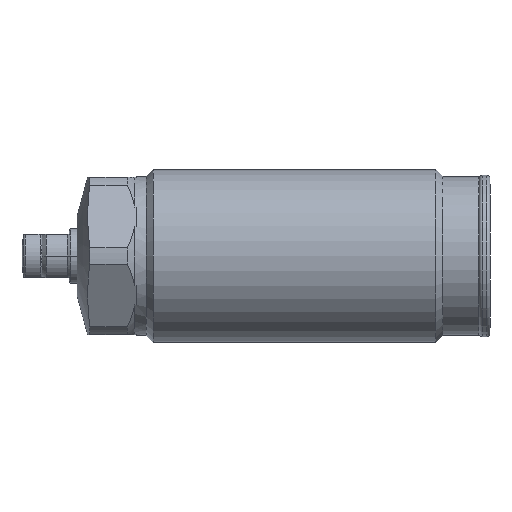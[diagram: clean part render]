
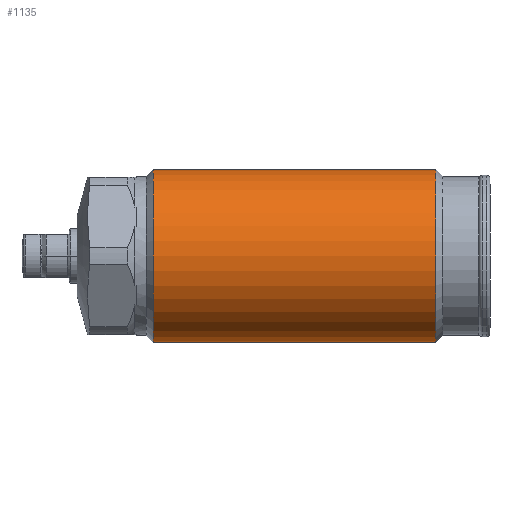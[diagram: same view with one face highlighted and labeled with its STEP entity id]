
A CAD part, left-side view. The second image highlights one B-rep face of the part: STEP entity #1135.
In plain terms, the highlighted cylindrical face has radius 11 mm (diameter 22 mm), a partial arc.
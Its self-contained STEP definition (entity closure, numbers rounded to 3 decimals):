
#838=CYLINDRICAL_SURFACE('',#3032,11.);
#887=LINE('',#4279,#987);
#888=LINE('',#4283,#988);
#987=VECTOR('',#3444,1.);
#988=VECTOR('',#3447,1.);
#1135=ADVANCED_FACE('',(#1294),#838,.T.);
#1294=FACE_OUTER_BOUND('',#1435,.T.);
#1435=EDGE_LOOP('',(#1867,#1868,#1869,#1870));
#1867=ORIENTED_EDGE('',*,*,#2446,.T.);
#1868=ORIENTED_EDGE('',*,*,#2550,.T.);
#1869=ORIENTED_EDGE('',*,*,#2448,.F.);
#1870=ORIENTED_EDGE('',*,*,#2549,.F.);
#2208=VERTEX_POINT('',#4274);
#2209=VERTEX_POINT('',#4276);
#2210=VERTEX_POINT('',#4280);
#2211=VERTEX_POINT('',#4282);
#2446=EDGE_CURVE('',#2210,#2208,#887,.T.);
#2448=EDGE_CURVE('',#2211,#2209,#888,.T.);
#2549=EDGE_CURVE('',#2210,#2211,#2768,.T.);
#2550=EDGE_CURVE('',#2208,#2209,#2769,.T.);
#2768=CIRCLE('',#3029,11.);
#2769=CIRCLE('',#3031,11.);
#3029=AXIS2_PLACEMENT_3D('',#4540,#3628,#3629);
#3031=AXIS2_PLACEMENT_3D('',#4542,#3632,#3633);
#3032=AXIS2_PLACEMENT_3D('',#4543,#3634,#3635);
#3444=DIRECTION('',(0.,-1.,0.));
#3447=DIRECTION('',(0.,-1.,0.));
#3628=DIRECTION('',(0.,1.,0.));
#3629=DIRECTION('',(-1.,0.,0.));
#3632=DIRECTION('',(0.,1.,0.));
#3633=DIRECTION('',(-1.,0.,0.));
#3634=DIRECTION('',(0.,1.,0.));
#3635=DIRECTION('',(1.,0.,0.));
#4274=CARTESIAN_POINT('',(11.,6.9,0.));
#4276=CARTESIAN_POINT('',(-11.,6.9,0.));
#4279=CARTESIAN_POINT('',(11.,46.,0.));
#4280=CARTESIAN_POINT('',(11.,42.8,0.));
#4282=CARTESIAN_POINT('',(-11.,42.8,0.));
#4283=CARTESIAN_POINT('',(-11.,46.,0.));
#4540=CARTESIAN_POINT('',(0.,42.8,0.));
#4542=CARTESIAN_POINT('',(0.,6.9,0.));
#4543=CARTESIAN_POINT('',(0.,46.,0.));
